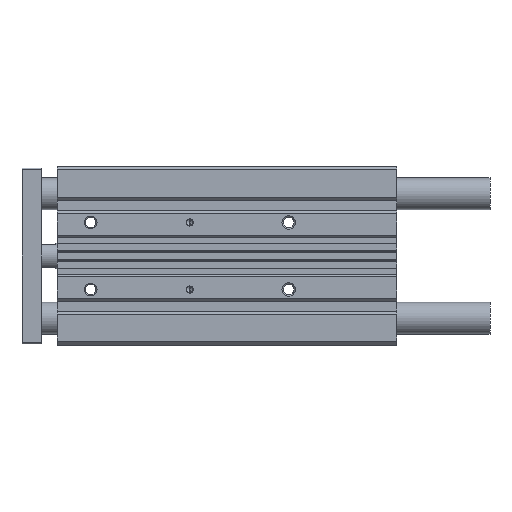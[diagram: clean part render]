
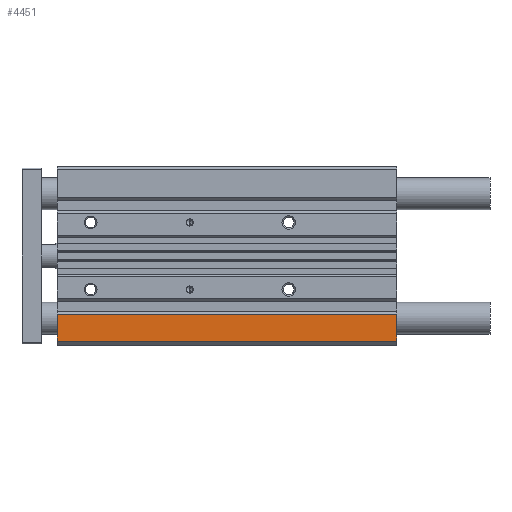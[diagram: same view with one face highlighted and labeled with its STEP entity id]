
A CAD part, front view. The second image highlights one B-rep face of the part: STEP entity #4451.
In plain terms, the highlighted planar face has unit normal (0, -1, 0).
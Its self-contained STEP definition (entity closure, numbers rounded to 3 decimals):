
#181 = CARTESIAN_POINT ( 'NONE',  ( 0., -24., -36.4 ) ) ;
#777 = VERTEX_POINT ( 'NONE', #7928 ) ;
#963 = ORIENTED_EDGE ( 'NONE', *, *, #8501, .T. ) ;
#1445 = DIRECTION ( 'NONE',  ( -1., 0., 0. ) ) ;
#1694 = DIRECTION ( 'NONE',  ( 0., 0., -1. ) ) ;
#1821 = PLANE ( 'NONE',  #11645 ) ;
#2049 = CARTESIAN_POINT ( 'NONE',  ( 212.5, -24., -53.3 ) ) ;
#2652 = EDGE_CURVE ( 'NONE', #9692, #12675, #8634, .T. ) ;
#2758 = CARTESIAN_POINT ( 'NONE',  ( 0., -24., -53.3 ) ) ;
#3132 = EDGE_CURVE ( 'NONE', #9692, #777, #9976, .T. ) ;
#3650 = CARTESIAN_POINT ( 'NONE',  ( 212.5, -24., -53.3 ) ) ;
#3740 = DIRECTION ( 'NONE',  ( 0., -1., 0. ) ) ;
#4032 = LINE ( 'NONE', #6016, #8833 ) ;
#4451 = ADVANCED_FACE ( 'NONE', ( #4855 ), #1821, .T. ) ;
#4678 = DIRECTION ( 'NONE',  ( -1., 0., 0. ) ) ;
#4855 = FACE_OUTER_BOUND ( 'NONE', #8137, .T. ) ;
#4859 = CARTESIAN_POINT ( 'NONE',  ( 0., -24., -53.3 ) ) ;
#6016 = CARTESIAN_POINT ( 'NONE',  ( 0., -24., -53.3 ) ) ;
#6148 = DIRECTION ( 'NONE',  ( 0., 0., -1. ) ) ;
#7708 = VECTOR ( 'NONE', #4678, 1000. ) ;
#7928 = CARTESIAN_POINT ( 'NONE',  ( 212.5, -24., -36.4 ) ) ;
#8137 = EDGE_LOOP ( 'NONE', ( #12657, #10630, #8624, #963 ) ) ;
#8432 = CARTESIAN_POINT ( 'NONE',  ( 0., -24., -53.3 ) ) ;
#8501 = EDGE_CURVE ( 'NONE', #777, #8738, #9616, .T. ) ;
#8624 = ORIENTED_EDGE ( 'NONE', *, *, #3132, .T. ) ;
#8634 = LINE ( 'NONE', #8432, #8803 ) ;
#8699 = CARTESIAN_POINT ( 'NONE',  ( 0., -24., -36.4 ) ) ;
#8738 = VERTEX_POINT ( 'NONE', #181 ) ;
#8803 = VECTOR ( 'NONE', #1445, 1000. ) ;
#8833 = VECTOR ( 'NONE', #6148, 1000. ) ;
#9616 = LINE ( 'NONE', #8699, #7708 ) ;
#9692 = VERTEX_POINT ( 'NONE', #3650 ) ;
#9976 = LINE ( 'NONE', #2049, #10921 ) ;
#10630 = ORIENTED_EDGE ( 'NONE', *, *, #2652, .F. ) ;
#10668 = EDGE_CURVE ( 'NONE', #8738, #12675, #4032, .T. ) ;
#10921 = VECTOR ( 'NONE', #11967, 1000. ) ;
#11645 = AXIS2_PLACEMENT_3D ( 'NONE', #2758, #3740, #1694 ) ;
#11967 = DIRECTION ( 'NONE',  ( 0., 0., 1. ) ) ;
#12657 = ORIENTED_EDGE ( 'NONE', *, *, #10668, .T. ) ;
#12675 = VERTEX_POINT ( 'NONE', #4859 ) ;
